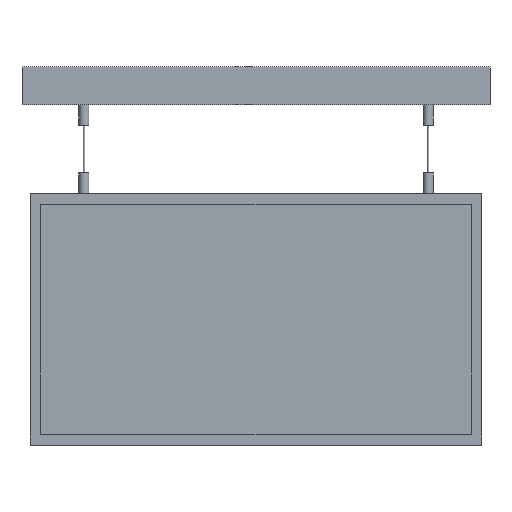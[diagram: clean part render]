
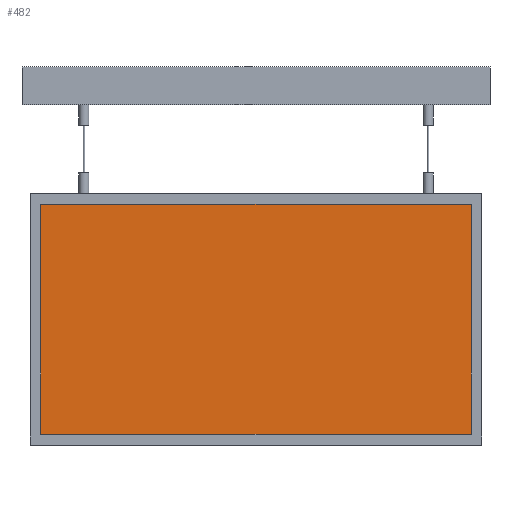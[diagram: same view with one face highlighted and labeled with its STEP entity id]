
A CAD part, front view. The second image highlights one B-rep face of the part: STEP entity #482.
In plain terms, the highlighted planar face has unit normal (0, -1, 0).
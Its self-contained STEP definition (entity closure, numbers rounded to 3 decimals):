
#80=ORIENTED_EDGE('',*,*,#173,.T.);
#81=ORIENTED_EDGE('',*,*,#176,.T.);
#82=ORIENTED_EDGE('',*,*,#178,.T.);
#83=ORIENTED_EDGE('',*,*,#179,.T.);
#173=EDGE_CURVE('',#229,#228,#275,.T.);
#176=EDGE_CURVE('',#228,#230,#278,.T.);
#178=EDGE_CURVE('',#230,#231,#280,.T.);
#179=EDGE_CURVE('',#231,#229,#281,.T.);
#228=VERTEX_POINT('',#748);
#229=VERTEX_POINT('',#750);
#230=VERTEX_POINT('',#754);
#231=VERTEX_POINT('',#758);
#275=LINE('',#749,#323);
#278=LINE('',#755,#326);
#280=LINE('',#759,#328);
#281=LINE('',#761,#329);
#323=VECTOR('',#602,1000.);
#326=VECTOR('',#607,1000.);
#328=VECTOR('',#611,1000.);
#329=VECTOR('',#614,1000.);
#364=EDGE_LOOP('',(#80,#81,#82,#83));
#412=FACE_BOUND('',#364,.T.);
#456=PLANE('',#529);
#482=ADVANCED_FACE('',(#412),#456,.T.);
#529=AXIS2_PLACEMENT_3D('',#762,#615,#616);
#602=DIRECTION('',(0.,0.,-1.));
#607=DIRECTION('',(1.,0.,0.));
#611=DIRECTION('',(0.,0.,1.));
#614=DIRECTION('',(-1.,0.,0.));
#615=DIRECTION('',(0.,-1.,0.));
#616=DIRECTION('',(0.,0.,-1.));
#748=CARTESIAN_POINT('',(-160.,1.,-85.5));
#749=CARTESIAN_POINT('',(-160.,1.,85.5));
#750=CARTESIAN_POINT('',(-160.,1.,85.5));
#754=CARTESIAN_POINT('',(160.,1.,-85.5));
#755=CARTESIAN_POINT('',(-160.,1.,-85.5));
#758=CARTESIAN_POINT('',(160.,1.,85.5));
#759=CARTESIAN_POINT('',(160.,1.,-85.5));
#761=CARTESIAN_POINT('',(160.,1.,85.5));
#762=CARTESIAN_POINT('',(0.,1.,0.));
